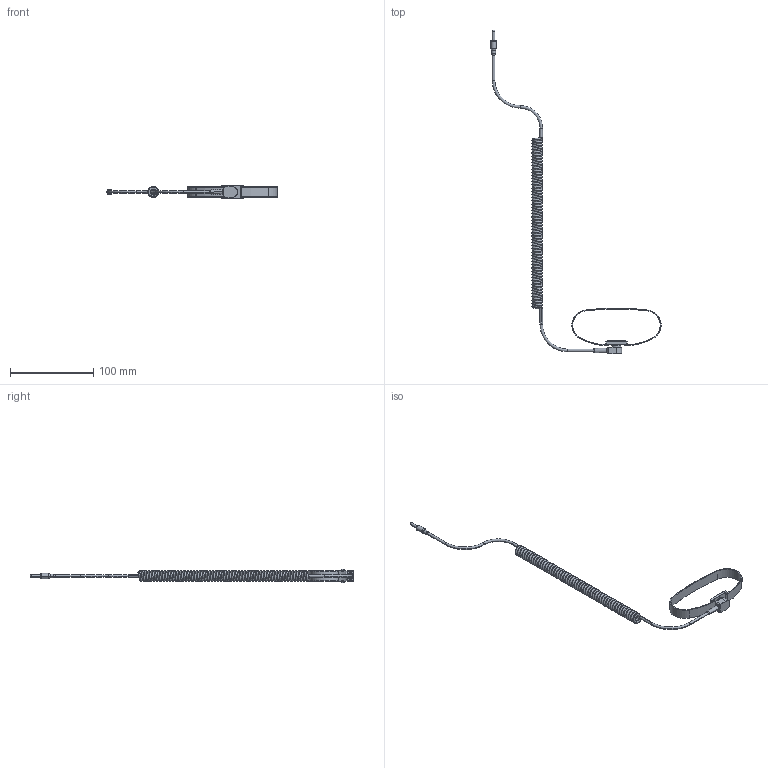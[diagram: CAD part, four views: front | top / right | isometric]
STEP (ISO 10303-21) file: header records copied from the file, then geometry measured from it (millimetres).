
FILE_DESCRIPTION(/* description */ (''),/* implementation_level */ '2;1');
FILE_NAME(/* name */ '75-020-0.stp',/* time_stamp */ '2024-08-15T09:39:41-04:00',/* author */ ('esanner'),/* organization */ (''),/* preprocessor_version */ 'ST-DEVELOPER v19',/* originating_system */ 'AutoCAD Mechanical',/* authorisation */ '');
FILE_SCHEMA (('AUTOMOTIVE_DESIGN { 1 0 10303 214 3 1 1 }'));
Length unit declared in the file: millimetre
Products named in the file (1): Product
Bounding box: 203.99 x 388.3 x 15.88 mm (x, y, z)
Volume: 21825.6 mm3; surface area: 28928.4 mm2
Topology: 6 solids, 6 shells, 259 faces, 576 edges, 321 vertices
Faces by surface type: cylinder 109, torus 94, plane 39, sphere 10, bspline 5, cone 2
Entity records: 30085 total; most frequent: CARTESIAN_POINT 24187, DIRECTION 1431, ORIENTED_EDGE 1122, AXIS2_PLACEMENT_3D 628, EDGE_CURVE 561, CIRCLE 373, VERTEX_POINT 321, EDGE_LOOP 272
